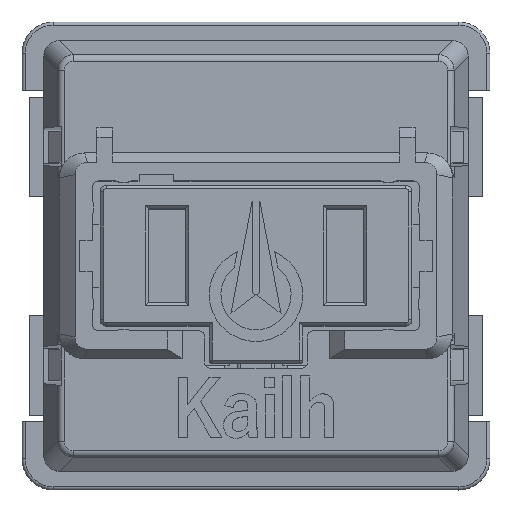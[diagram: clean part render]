
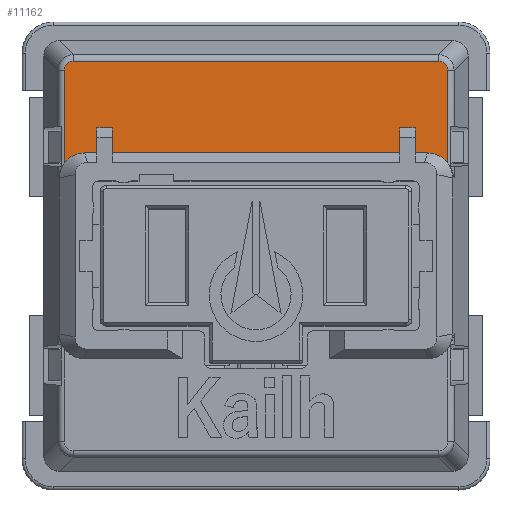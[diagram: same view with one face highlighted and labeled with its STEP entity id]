
A CAD part, top view. The second image highlights one B-rep face of the part: STEP entity #11162.
In plain terms, the highlighted planar face has unit normal (0, 0, 1).
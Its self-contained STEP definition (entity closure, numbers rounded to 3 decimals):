
#7506 = VERTEX_POINT('',#7507);
#7507 = CARTESIAN_POINT('',(6.142,2.977,2.));
#7524 = VERTEX_POINT('',#7525);
#7525 = CARTESIAN_POINT('',(6.142,5.95,2.));
#7532 = EDGE_CURVE('',#7506,#7524,#7533,.T.);
#7533 = LINE('',#7534,#7535);
#7534 = CARTESIAN_POINT('',(6.142,2.5,2.));
#7535 = VECTOR('',#7536,1.);
#7536 = DIRECTION('',(0.,1.,0.));
#8290 = VERTEX_POINT('',#8291);
#8291 = CARTESIAN_POINT('',(-6.142,2.977,2.));
#8308 = EDGE_CURVE('',#8290,#8309,#8311,.T.);
#8309 = VERTEX_POINT('',#8310);
#8310 = CARTESIAN_POINT('',(-6.142,5.95,2.));
#8311 = LINE('',#8312,#8313);
#8312 = CARTESIAN_POINT('',(-6.142,2.5,2.));
#8313 = VECTOR('',#8314,1.);
#8314 = DIRECTION('',(0.,1.,0.));
#11162 = ADVANCED_FACE('',(#11163),#11279,.T.);
#11163 = FACE_BOUND('',#11164,.T.);
#11164 = EDGE_LOOP('',(#11165,#11166,#11175,#11183,#11191,#11199,#11207,
    #11215,#11223,#11231,#11239,#11247,#11254,#11255,#11264,#11272));
#11165 = ORIENTED_EDGE('',*,*,#8308,.F.);
#11166 = ORIENTED_EDGE('',*,*,#11167,.F.);
#11167 = EDGE_CURVE('',#11168,#8290,#11170,.T.);
#11168 = VERTEX_POINT('',#11169);
#11169 = CARTESIAN_POINT('',(-5.5,3.3,2.));
#11170 = CIRCLE('',#11171,0.8);
#11171 = AXIS2_PLACEMENT_3D('',#11172,#11173,#11174);
#11172 = CARTESIAN_POINT('',(-5.5,2.5,2.));
#11173 = DIRECTION('',(0.,0.,1.));
#11174 = DIRECTION('',(1.,0.,-0.));
#11175 = ORIENTED_EDGE('',*,*,#11176,.T.);
#11176 = EDGE_CURVE('',#11168,#11177,#11179,.T.);
#11177 = VERTEX_POINT('',#11178);
#11178 = CARTESIAN_POINT('',(-5.1,3.3,2.));
#11179 = LINE('',#11180,#11181);
#11180 = CARTESIAN_POINT('',(-5.5,3.3,2.));
#11181 = VECTOR('',#11182,1.);
#11182 = DIRECTION('',(1.,0.,0.));
#11183 = ORIENTED_EDGE('',*,*,#11184,.T.);
#11184 = EDGE_CURVE('',#11177,#11185,#11187,.T.);
#11185 = VERTEX_POINT('',#11186);
#11186 = CARTESIAN_POINT('',(-5.1,4.1,2.));
#11187 = LINE('',#11188,#11189);
#11188 = CARTESIAN_POINT('',(-5.1,3.3,2.));
#11189 = VECTOR('',#11190,1.);
#11190 = DIRECTION('',(0.,1.,0.));
#11191 = ORIENTED_EDGE('',*,*,#11192,.T.);
#11192 = EDGE_CURVE('',#11185,#11193,#11195,.T.);
#11193 = VERTEX_POINT('',#11194);
#11194 = CARTESIAN_POINT('',(-4.6,4.1,2.));
#11195 = LINE('',#11196,#11197);
#11196 = CARTESIAN_POINT('',(-5.1,4.1,2.));
#11197 = VECTOR('',#11198,1.);
#11198 = DIRECTION('',(1.,0.,0.));
#11199 = ORIENTED_EDGE('',*,*,#11200,.T.);
#11200 = EDGE_CURVE('',#11193,#11201,#11203,.T.);
#11201 = VERTEX_POINT('',#11202);
#11202 = CARTESIAN_POINT('',(-4.6,3.3,2.));
#11203 = LINE('',#11204,#11205);
#11204 = CARTESIAN_POINT('',(-4.6,4.1,2.));
#11205 = VECTOR('',#11206,1.);
#11206 = DIRECTION('',(0.,-1.,0.));
#11207 = ORIENTED_EDGE('',*,*,#11208,.T.);
#11208 = EDGE_CURVE('',#11201,#11209,#11211,.T.);
#11209 = VERTEX_POINT('',#11210);
#11210 = CARTESIAN_POINT('',(4.6,3.3,2.));
#11211 = LINE('',#11212,#11213);
#11212 = CARTESIAN_POINT('',(-4.6,3.3,2.));
#11213 = VECTOR('',#11214,1.);
#11214 = DIRECTION('',(1.,0.,0.));
#11215 = ORIENTED_EDGE('',*,*,#11216,.T.);
#11216 = EDGE_CURVE('',#11209,#11217,#11219,.T.);
#11217 = VERTEX_POINT('',#11218);
#11218 = CARTESIAN_POINT('',(4.6,4.1,2.));
#11219 = LINE('',#11220,#11221);
#11220 = CARTESIAN_POINT('',(4.6,3.3,2.));
#11221 = VECTOR('',#11222,1.);
#11222 = DIRECTION('',(0.,1.,0.));
#11223 = ORIENTED_EDGE('',*,*,#11224,.T.);
#11224 = EDGE_CURVE('',#11217,#11225,#11227,.T.);
#11225 = VERTEX_POINT('',#11226);
#11226 = CARTESIAN_POINT('',(5.1,4.1,2.));
#11227 = LINE('',#11228,#11229);
#11228 = CARTESIAN_POINT('',(4.6,4.1,2.));
#11229 = VECTOR('',#11230,1.);
#11230 = DIRECTION('',(1.,0.,0.));
#11231 = ORIENTED_EDGE('',*,*,#11232,.T.);
#11232 = EDGE_CURVE('',#11225,#11233,#11235,.T.);
#11233 = VERTEX_POINT('',#11234);
#11234 = CARTESIAN_POINT('',(5.1,3.3,2.));
#11235 = LINE('',#11236,#11237);
#11236 = CARTESIAN_POINT('',(5.1,4.1,2.));
#11237 = VECTOR('',#11238,1.);
#11238 = DIRECTION('',(0.,-1.,0.));
#11239 = ORIENTED_EDGE('',*,*,#11240,.T.);
#11240 = EDGE_CURVE('',#11233,#11241,#11243,.T.);
#11241 = VERTEX_POINT('',#11242);
#11242 = CARTESIAN_POINT('',(5.5,3.3,2.));
#11243 = LINE('',#11244,#11245);
#11244 = CARTESIAN_POINT('',(5.1,3.3,2.));
#11245 = VECTOR('',#11246,1.);
#11246 = DIRECTION('',(1.,0.,0.));
#11247 = ORIENTED_EDGE('',*,*,#11248,.F.);
#11248 = EDGE_CURVE('',#7506,#11241,#11249,.T.);
#11249 = CIRCLE('',#11250,0.8);
#11250 = AXIS2_PLACEMENT_3D('',#11251,#11252,#11253);
#11251 = CARTESIAN_POINT('',(5.5,2.5,2.));
#11252 = DIRECTION('',(0.,0.,1.));
#11253 = DIRECTION('',(1.,0.,-0.));
#11254 = ORIENTED_EDGE('',*,*,#7532,.T.);
#11255 = ORIENTED_EDGE('',*,*,#11256,.T.);
#11256 = EDGE_CURVE('',#7524,#11257,#11259,.T.);
#11257 = VERTEX_POINT('',#11258);
#11258 = CARTESIAN_POINT('',(5.85,6.242,2.));
#11259 = CIRCLE('',#11260,0.292);
#11260 = AXIS2_PLACEMENT_3D('',#11261,#11262,#11263);
#11261 = CARTESIAN_POINT('',(5.85,5.95,2.));
#11262 = DIRECTION('',(0.,-0.,1.));
#11263 = DIRECTION('',(1.,0.,0.));
#11264 = ORIENTED_EDGE('',*,*,#11265,.F.);
#11265 = EDGE_CURVE('',#11266,#11257,#11268,.T.);
#11266 = VERTEX_POINT('',#11267);
#11267 = CARTESIAN_POINT('',(-5.85,6.242,2.));
#11268 = LINE('',#11269,#11270);
#11269 = CARTESIAN_POINT('',(-7.5,6.242,2.));
#11270 = VECTOR('',#11271,1.);
#11271 = DIRECTION('',(1.,0.,0.));
#11272 = ORIENTED_EDGE('',*,*,#11273,.F.);
#11273 = EDGE_CURVE('',#8309,#11266,#11274,.T.);
#11274 = CIRCLE('',#11275,0.292);
#11275 = AXIS2_PLACEMENT_3D('',#11276,#11277,#11278);
#11276 = CARTESIAN_POINT('',(-5.85,5.95,2.));
#11277 = DIRECTION('',(0.,0.,-1.));
#11278 = DIRECTION('',(-1.,0.,0.));
#11279 = PLANE('',#11280);
#11280 = AXIS2_PLACEMENT_3D('',#11281,#11282,#11283);
#11281 = CARTESIAN_POINT('',(-6.3,10.,2.));
#11282 = DIRECTION('',(0.,0.,1.));
#11283 = DIRECTION('',(1.,0.,0.));
